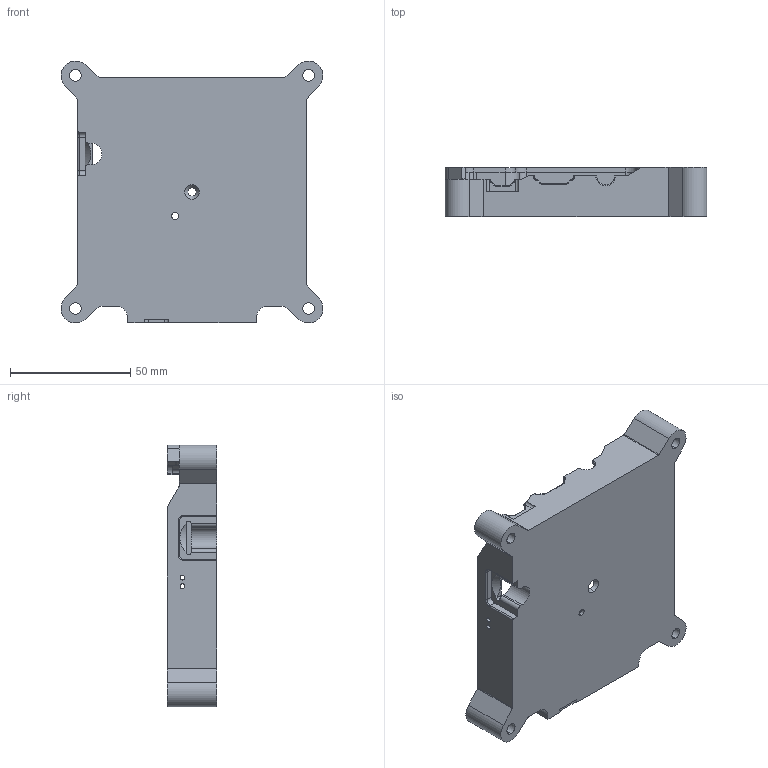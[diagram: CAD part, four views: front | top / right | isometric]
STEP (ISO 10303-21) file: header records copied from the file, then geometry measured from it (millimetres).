
FILE_DESCRIPTION (( 'STEP AP214' ), '1' );
FILE_NAME ('Astro_Pi_2.0_Enclosure_3D_PRINT_SECTION_2 V1b.STEP', '2016-09-01T14:14:04', ( 'Jonathan Wells' ), ( 'Hewlett-Packard Company' ), 'SwSTEP 2.0', 'SolidWorks 2015', '' );
FILE_SCHEMA (( 'AUTOMOTIVE_DESIGN' ));
Length unit declared in the file: millimetre
Products named in the file (1): Astro_Pi_2.0_Enclosure_3D_PRINT_SECTION_2 V1b
Bounding box: 108.98 x 20.5 x 108.99 mm (x, y, z)
Surface area: 36644.6 mm2 (no closed solid volume)
Topology: 0 solids, 2 shells, 304 faces, 820 edges, 508 vertices
Faces by surface type: cylinder 151, plane 113, cone 18, torus 16, bspline 6
Entity records: 9819 total; most frequent: CARTESIAN_POINT 1862, DIRECTION 1703, ORIENTED_EDGE 1592, EDGE_CURVE 797, AXIS2_PLACEMENT_3D 621, VERTEX_POINT 508, VECTOR 461, LINE 461
